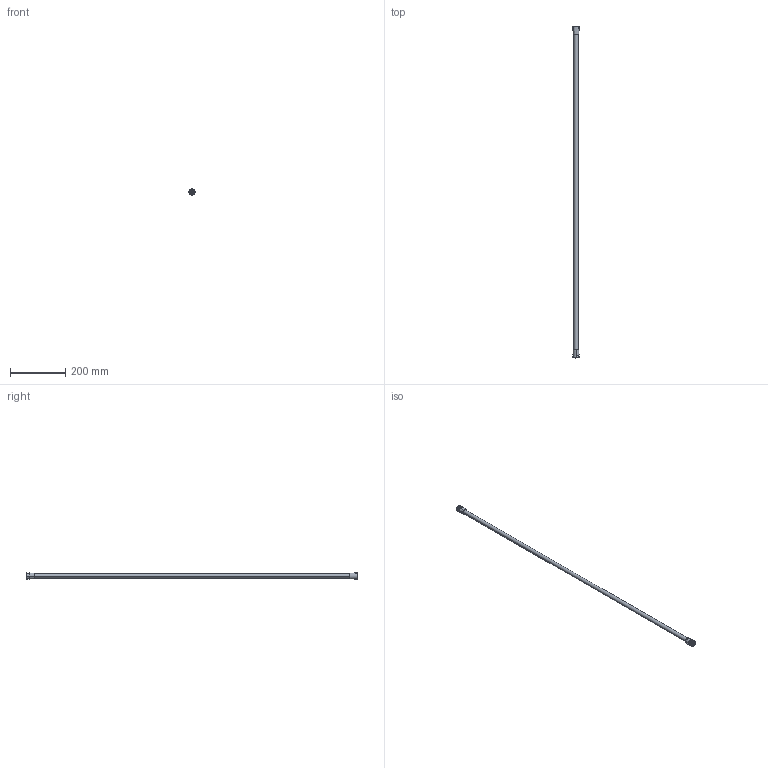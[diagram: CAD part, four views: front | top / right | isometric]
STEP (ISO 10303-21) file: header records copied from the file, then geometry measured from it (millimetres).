
FILE_DESCRIPTION((''),'2;1');
FILE_NAME('H21235-1200_ASM','2022-08-23T14:37:38',('feng_fu'),(''),'CREO PARAMETRIC BY PTC INC, 2021023','CREO PARAMETRIC BY PTC INC, 2021023','');
FILE_SCHEMA(('CONFIG_CONTROL_DESIGN'));
Length unit declared in the file: millimetre
Products named in the file (8): H21235-411-1170; H21195-301; H22055-001; H22055-306; H21263-101_B; H21098-002; 40000613; H21235-1200_ASM
Assembly tree (13 placements, depth 2):
  H21235-1200_ASM
    H21235-411-1170
    H21195-301  x2
    H22055-001  x2
    H22055-306  x2
    H21263-101_B  x2
    H21098-002  x2
    40000613  x2
Bounding box: 22.96 x 1201.8 x 22.96 mm (x, y, z)
Volume: 151172 mm3; surface area: 105921.8 mm2
Topology: 13 solids, 13 shells, 390 faces, 856 edges, 516 vertices
Faces by surface type: cylinder 144, bspline 100, plane 54, cone 48, torus 44
Entity records: 11009 total; most frequent: CARTESIAN_POINT 6650, DIRECTION 876, ORIENTED_EDGE 864, EDGE_CURVE 432, AXIS2_PLACEMENT_3D 385, VERTEX_POINT 262, EDGE_LOOP 226, CIRCLE 216
